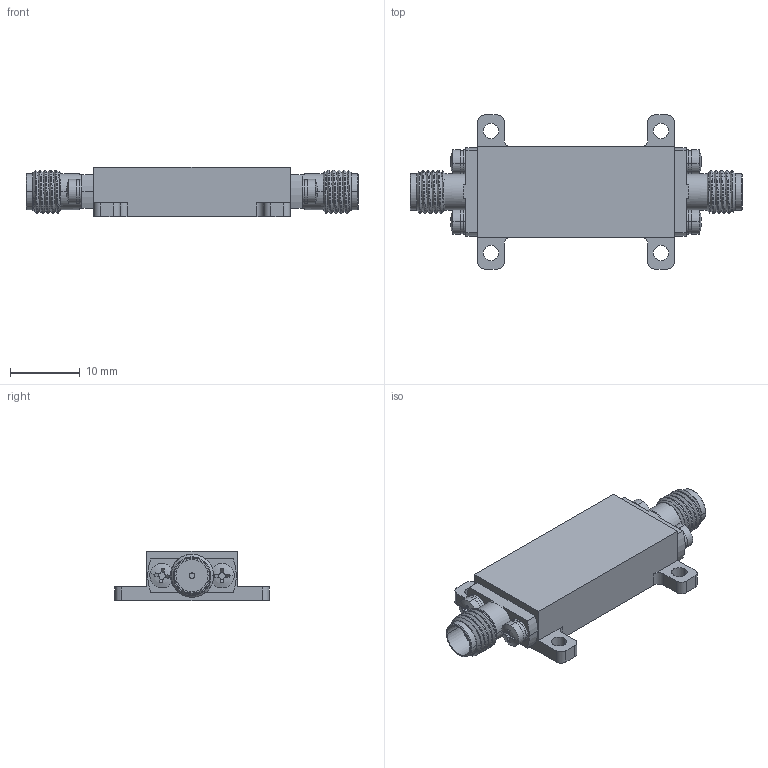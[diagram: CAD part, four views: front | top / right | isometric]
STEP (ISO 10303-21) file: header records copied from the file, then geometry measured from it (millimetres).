
FILE_DESCRIPTION (( 'STEP AP214' ), '1' );
FILE_NAME ('CF-BKA-LJ2.STEP', '2024-07-19T00:32:00', ( '' ), ( '' ), 'SwSTEP 2.0', 'SolidWorks 2021', '' );
FILE_SCHEMA (( 'AUTOMOTIVE_DESIGN' ));
Length unit declared in the file: inch
Products named in the file (1): CF-BKA-LJ2
Bounding box: 47.6 x 22.1 x 7.1 mm (x, y, z)
Volume: 3237.7 mm3; surface area: 2881.3 mm2
Topology: 15 solids, 15 shells, 320 faces, 808 edges, 530 vertices
Faces by surface type: cylinder 158, plane 130, cone 20, sphere 8, bspline 4
Entity records: 15794 total; most frequent: CARTESIAN_POINT 3705, DIRECTION 1674, ORIENTED_EDGE 1600, EDGE_CURVE 800, AXIS2_PLACEMENT_3D 675, VERTEX_POINT 530, EDGE_LOOP 364, CIRCLE 358
